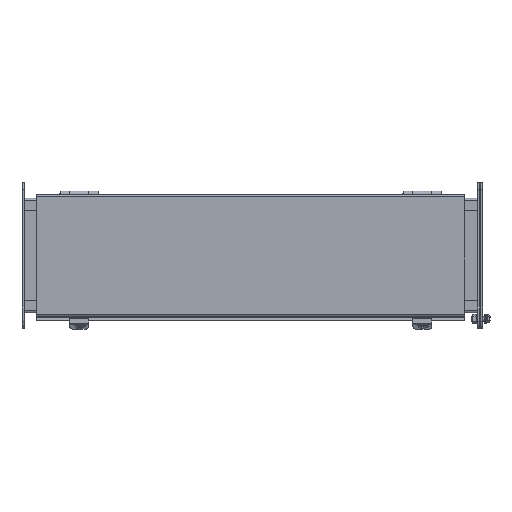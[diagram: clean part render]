
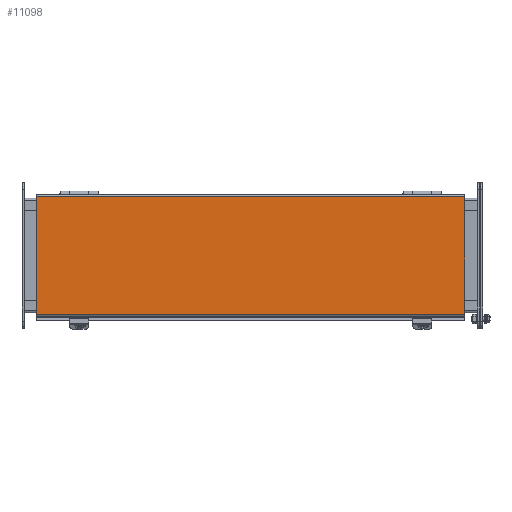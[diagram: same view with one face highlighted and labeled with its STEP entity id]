
A CAD part, top view. The second image highlights one B-rep face of the part: STEP entity #11098.
In plain terms, the highlighted planar face has unit normal (0, 0, 1).
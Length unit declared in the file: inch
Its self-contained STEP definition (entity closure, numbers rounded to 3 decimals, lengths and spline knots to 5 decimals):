
#1104 = VERTEX_POINT ( 'NONE', #9338 ) ;
#1238 = PLANE ( 'NONE',  #10961 ) ;
#2121 = ORIENTED_EDGE ( 'NONE', *, *, #9470, .T. ) ;
#2923 = EDGE_CURVE ( 'NONE', #16519, #5067, #16512, .T. ) ;
#3749 = CARTESIAN_POINT ( 'NONE',  ( 11.234, -3.07943, 6.172 ) ) ;
#4301 = VECTOR ( 'NONE', #16939, 39.37008 ) ;
#4442 = ORIENTED_EDGE ( 'NONE', *, *, #8756, .T. ) ;
#5067 = VERTEX_POINT ( 'NONE', #5532 ) ;
#5080 = VECTOR ( 'NONE', #9003, 39.37008 ) ;
#5532 = CARTESIAN_POINT ( 'NONE',  ( 11.234, 3.07957, 6.172 ) ) ;
#5981 = DIRECTION ( 'NONE',  ( -1., 0., 0. ) ) ;
#6044 = LINE ( 'NONE', #16163, #5080 ) ;
#6471 = CARTESIAN_POINT ( 'NONE',  ( -11.234, -3.07943, 6.172 ) ) ;
#6822 = VECTOR ( 'NONE', #12811, 39.37008 ) ;
#7161 = CARTESIAN_POINT ( 'NONE',  ( -11.234, -3.18743, 6.172 ) ) ;
#7216 = LINE ( 'NONE', #11716, #11995 ) ;
#8756 = EDGE_CURVE ( 'NONE', #5067, #1104, #7216, .T. ) ;
#9003 = DIRECTION ( 'NONE',  ( 1., 0., 0. ) ) ;
#9338 = CARTESIAN_POINT ( 'NONE',  ( -11.234, 3.07957, 6.172 ) ) ;
#9470 = EDGE_CURVE ( 'NONE', #1104, #9976, #15766, .T. ) ;
#9976 = VERTEX_POINT ( 'NONE', #6471 ) ;
#10123 = FACE_OUTER_BOUND ( 'NONE', #16424, .T. ) ;
#10228 = CARTESIAN_POINT ( 'NONE',  ( -11.234, -3.18743, 6.172 ) ) ;
#10961 = AXIS2_PLACEMENT_3D ( 'NONE', #7161, #14619, #12800 ) ;
#11098 = ADVANCED_FACE ( 'NONE', ( #10123 ), #1238, .T. ) ;
#11716 = CARTESIAN_POINT ( 'NONE',  ( -11.234, 3.07957, 6.172 ) ) ;
#11995 = VECTOR ( 'NONE', #5981, 39.37008 ) ;
#12652 = CARTESIAN_POINT ( 'NONE',  ( 11.234, -3.18743, 6.172 ) ) ;
#12800 = DIRECTION ( 'NONE',  ( 1., 0., 0. ) ) ;
#12811 = DIRECTION ( 'NONE',  ( 0., -1., 0. ) ) ;
#14619 = DIRECTION ( 'NONE',  ( 0., 0., 1. ) ) ;
#15025 = ORIENTED_EDGE ( 'NONE', *, *, #16285, .T. ) ;
#15766 = LINE ( 'NONE', #10228, #6822 ) ;
#15829 = ORIENTED_EDGE ( 'NONE', *, *, #2923, .T. ) ;
#16163 = CARTESIAN_POINT ( 'NONE',  ( -11.234, -3.07943, 6.172 ) ) ;
#16285 = EDGE_CURVE ( 'NONE', #9976, #16519, #6044, .T. ) ;
#16424 = EDGE_LOOP ( 'NONE', ( #2121, #15025, #15829, #4442 ) ) ;
#16512 = LINE ( 'NONE', #12652, #4301 ) ;
#16519 = VERTEX_POINT ( 'NONE', #3749 ) ;
#16939 = DIRECTION ( 'NONE',  ( 0., 1., 0. ) ) ;
